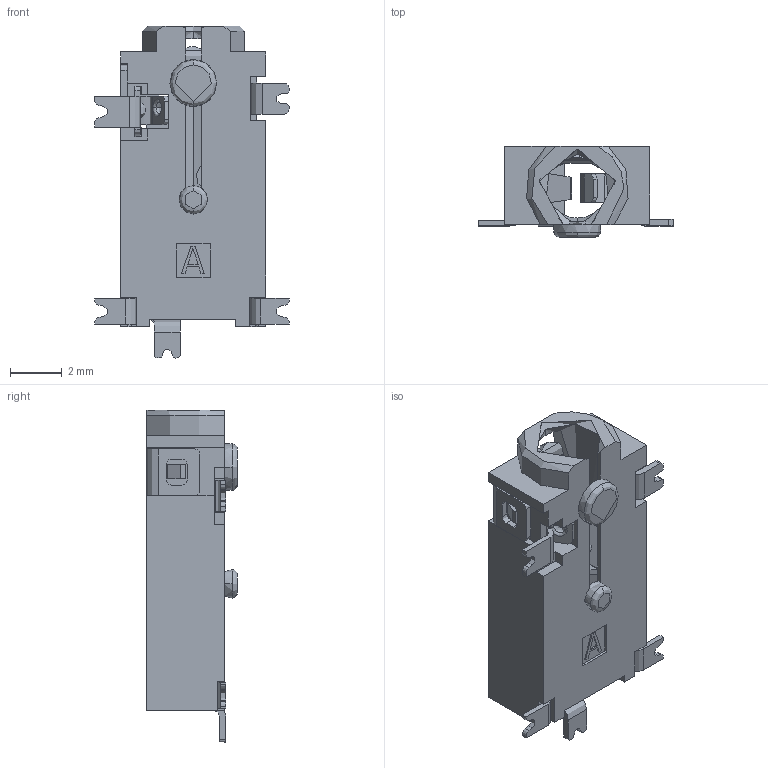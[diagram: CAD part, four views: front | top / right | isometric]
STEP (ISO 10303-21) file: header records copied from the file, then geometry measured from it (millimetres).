
FILE_DESCRIPTION (( 'STEP AP214' ), '1' );
FILE_NAME ('CUI_DEVICES_SJ2-25404B-SMT-TR.step', '2024-04-17T15:06:32', ( '' ), ( '' ), 'SwSTEP 2.0', 'SolidWorks 2024', '' );
FILE_SCHEMA (( 'AUTOMOTIVE_DESIGN' ));
Length unit declared in the file: inch
Products named in the file (1): CUI_DEVICES_SJ2-25404B-SMT-TR
Bounding box: 7.5 x 3.5 x 12.8 mm (x, y, z)
Volume: 100.4 mm3
Topology: 6 solids, 8 shells, 501 faces, 1450 edges, 960 vertices
Faces by surface type: plane 313, cylinder 147, torus 36, cone 4, bspline 1
Entity records: 16725 total; most frequent: CARTESIAN_POINT 3269, ORIENTED_EDGE 2896, DIRECTION 2721, EDGE_CURVE 1448, LINE 1011, VECTOR 1011, VERTEX_POINT 959, AXIS2_PLACEMENT_3D 855
